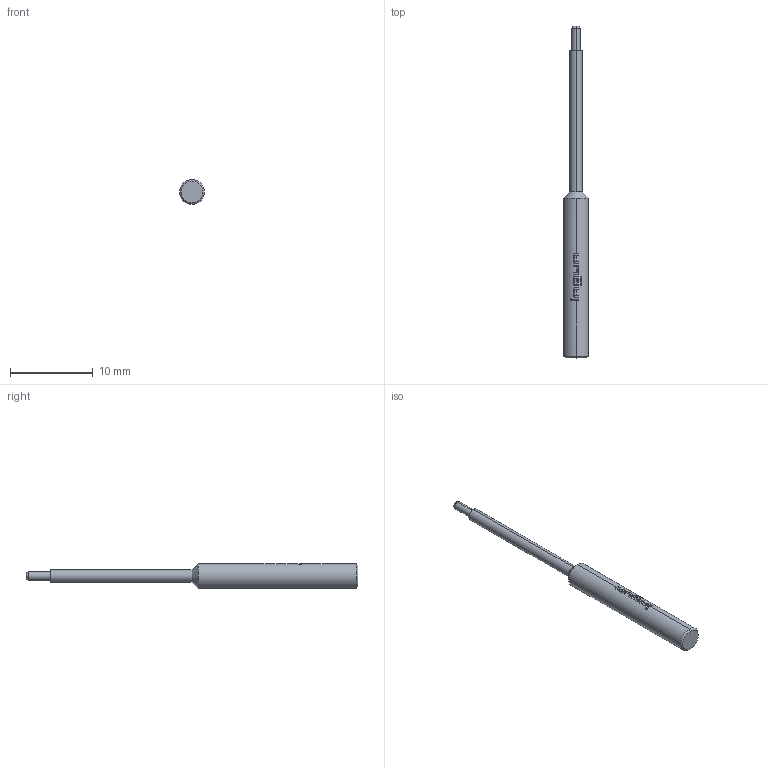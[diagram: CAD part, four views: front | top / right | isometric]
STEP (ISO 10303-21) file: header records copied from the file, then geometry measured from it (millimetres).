
FILE_DESCRIPTION (( 'STEP AP203' ), '1' );
FILE_NAME ('INGUN_E-SW-KS-101.STEP', '2022-05-16T10:54:53', ( 'ochi' ), ( '' ), 'SwSTEP 2.0', 'SolidWorks 2018', '' );
FILE_SCHEMA (( 'CONFIG_CONTROL_DESIGN' ));
Length unit declared in the file: millimetre
Products named in the file (1): INGUN_E-SW-KS-101
Bounding box: 3 x 40 x 3 mm (x, y, z)
Volume: 171.3 mm3; surface area: 285.9 mm2
Topology: 1 solids, 1 shells, 96 faces, 268 edges, 176 vertices
Faces by surface type: plane 43, cylinder 25, bspline 22, cone 4, torus 2
Entity records: 3529 total; most frequent: CARTESIAN_POINT 1129, ORIENTED_EDGE 536, DIRECTION 426, EDGE_CURVE 268, VERTEX_POINT 176, AXIS2_PLACEMENT_3D 169, EDGE_LOOP 98, FACE_OUTER_BOUND 96
